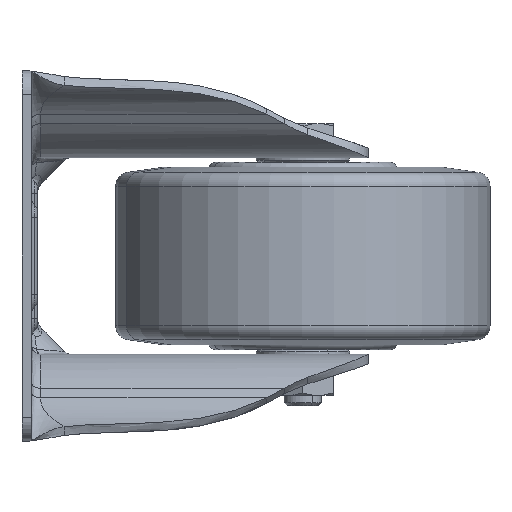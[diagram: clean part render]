
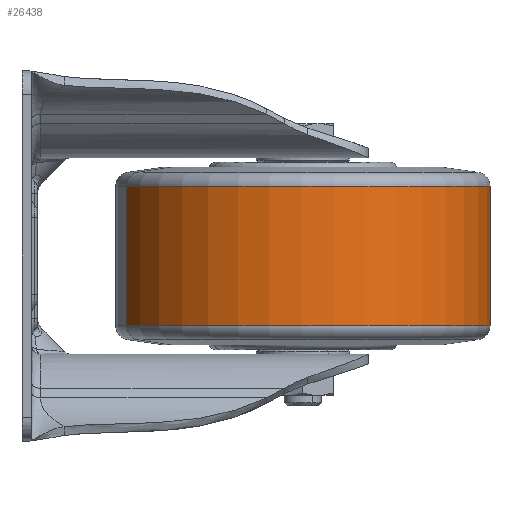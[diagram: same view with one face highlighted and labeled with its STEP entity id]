
A CAD part, left-side view. The second image highlights one B-rep face of the part: STEP entity #26438.
In plain terms, the highlighted cylindrical face has radius 40 mm (diameter 80 mm), a partial arc.
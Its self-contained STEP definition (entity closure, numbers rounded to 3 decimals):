
#1863 = ORIENTED_EDGE ( 'NONE', *, *, #13028, .T. ) ;
#2107 = CYLINDRICAL_SURFACE ( 'NONE', #3909, 40. ) ;
#2512 = CARTESIAN_POINT ( 'NONE',  ( 32.771, -60., 14.898 ) ) ;
#3736 = ORIENTED_EDGE ( 'NONE', *, *, #18898, .F. ) ;
#3909 = AXIS2_PLACEMENT_3D ( 'NONE', #16091, #23493, #23198 ) ;
#3980 = AXIS2_PLACEMENT_3D ( 'NONE', #2512, #16038, #9047 ) ;
#4339 = DIRECTION ( 'NONE',  ( 0., 0., -1. ) ) ;
#4645 = EDGE_CURVE ( 'NONE', #8303, #22248, #24958, .T. ) ;
#6596 = CARTESIAN_POINT ( 'NONE',  ( 32.771, -60., -14.898 ) ) ;
#7000 = CARTESIAN_POINT ( 'NONE',  ( 46.264, -97.655, 14.898 ) ) ;
#8303 = VERTEX_POINT ( 'NONE', #22653 ) ;
#8342 = AXIS2_PLACEMENT_3D ( 'NONE', #6596, #8414, #15847 ) ;
#8414 = DIRECTION ( 'NONE',  ( 0., 0., 1. ) ) ;
#9047 = DIRECTION ( 'NONE',  ( -0.337, 0.941, 0. ) ) ;
#10386 = EDGE_LOOP ( 'NONE', ( #28290, #11049, #1863, #3736 ) ) ;
#11049 = ORIENTED_EDGE ( 'NONE', *, *, #4645, .T. ) ;
#12766 = EDGE_CURVE ( 'NONE', #19527, #8303, #25268, .T. ) ;
#13028 = EDGE_CURVE ( 'NONE', #22248, #13743, #19508, .T. ) ;
#13518 = LINE ( 'NONE', #18375, #26991 ) ;
#13743 = VERTEX_POINT ( 'NONE', #17206 ) ;
#15847 = DIRECTION ( 'NONE',  ( -0.337, 0.941, 0. ) ) ;
#16038 = DIRECTION ( 'NONE',  ( 0., 0., -1. ) ) ;
#16091 = CARTESIAN_POINT ( 'NONE',  ( 32.771, -60., -40.585 ) ) ;
#16413 = CARTESIAN_POINT ( 'NONE',  ( 19.278, -22.345, -14.898 ) ) ;
#17206 = CARTESIAN_POINT ( 'NONE',  ( 46.264, -97.655, -14.898 ) ) ;
#17434 = VECTOR ( 'NONE', #4339, 1000. ) ;
#17852 = CARTESIAN_POINT ( 'NONE',  ( 19.278, -22.345, -40.585 ) ) ;
#18375 = CARTESIAN_POINT ( 'NONE',  ( 46.264, -97.655, -40.585 ) ) ;
#18898 = EDGE_CURVE ( 'NONE', #19527, #13743, #13518, .T. ) ;
#19508 = CIRCLE ( 'NONE', #8342, 40. ) ;
#19527 = VERTEX_POINT ( 'NONE', #7000 ) ;
#20631 = FACE_OUTER_BOUND ( 'NONE', #10386, .T. ) ;
#22248 = VERTEX_POINT ( 'NONE', #16413 ) ;
#22653 = CARTESIAN_POINT ( 'NONE',  ( 19.278, -22.345, 14.898 ) ) ;
#23198 = DIRECTION ( 'NONE',  ( 0.337, -0.941, 0. ) ) ;
#23493 = DIRECTION ( 'NONE',  ( 0., 0., -1. ) ) ;
#24958 = LINE ( 'NONE', #17852, #17434 ) ;
#25268 = CIRCLE ( 'NONE', #3980, 40. ) ;
#26438 = ADVANCED_FACE ( 'NONE', ( #20631 ), #2107, .T. ) ;
#26991 = VECTOR ( 'NONE', #29594, 1000. ) ;
#28290 = ORIENTED_EDGE ( 'NONE', *, *, #12766, .T. ) ;
#29594 = DIRECTION ( 'NONE',  ( 0., 0., -1. ) ) ;
